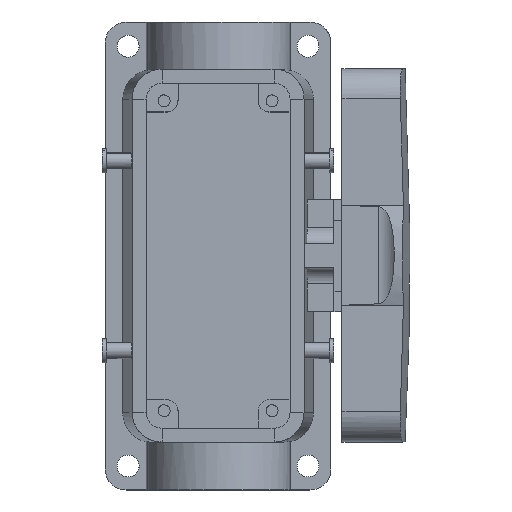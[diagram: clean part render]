
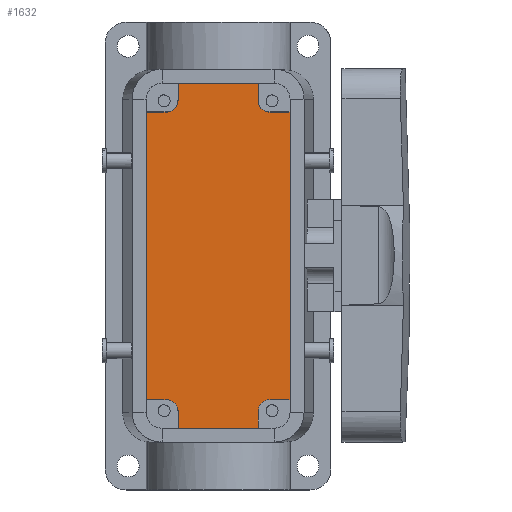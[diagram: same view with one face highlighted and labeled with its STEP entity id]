
A CAD part, top view. The second image highlights one B-rep face of the part: STEP entity #1632.
In plain terms, the highlighted planar face has unit normal (0, 0, 1).
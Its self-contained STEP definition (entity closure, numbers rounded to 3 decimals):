
#1480=AXIS2_PLACEMENT_3D('Plane Axis2P3D',#1477,#1478,#1479) ;
#337=CARTESIAN_POINT('Vertex',(39.,15.35,5.5)) ;
#340=CARTESIAN_POINT('Line Origine',(29.,15.35,5.5)) ;
#344=CARTESIAN_POINT('Vertex',(19.,15.35,5.5)) ;
#1458=CARTESIAN_POINT('Line Origine',(39.,17.425,5.5)) ;
#1462=CARTESIAN_POINT('Vertex',(39.,19.5,5.5)) ;
#1477=CARTESIAN_POINT('Axis2P3D Location',(29.,58.5,5.5)) ;
#1483=CARTESIAN_POINT('Control Point',(16.,22.5,5.5)) ;
#1484=CARTESIAN_POINT('Control Point',(16.339,22.5,5.5)) ;
#1485=CARTESIAN_POINT('Control Point',(16.679,22.452,5.5)) ;
#1486=CARTESIAN_POINT('Control Point',(17.009,22.356,5.5)) ;
#1487=CARTESIAN_POINT('Control Point',(17.634,22.073,5.5)) ;
#1488=CARTESIAN_POINT('Control Point',(18.155,21.628,5.5)) ;
#1489=CARTESIAN_POINT('Control Point',(18.383,21.37,5.5)) ;
#1490=CARTESIAN_POINT('Control Point',(18.717,20.861,5.5)) ;
#1491=CARTESIAN_POINT('Control Point',(18.913,20.287,5.5)) ;
#1492=CARTESIAN_POINT('Control Point',(18.971,20.027,5.5)) ;
#1493=CARTESIAN_POINT('Control Point',(19.,19.764,5.5)) ;
#1494=CARTESIAN_POINT('Control Point',(19.,19.5,5.5)) ;
#1495=CARTESIAN_POINT('Vertex',(19.,19.5,5.5)) ;
#1497=CARTESIAN_POINT('Vertex',(16.,22.5,5.5)) ;
#1500=CARTESIAN_POINT('Line Origine',(19.,17.425,5.5)) ;
#1506=CARTESIAN_POINT('Control Point',(39.,19.5,5.5)) ;
#1507=CARTESIAN_POINT('Control Point',(39.,19.839,5.5)) ;
#1508=CARTESIAN_POINT('Control Point',(39.048,20.179,5.5)) ;
#1509=CARTESIAN_POINT('Control Point',(39.144,20.509,5.5)) ;
#1510=CARTESIAN_POINT('Control Point',(39.427,21.134,5.5)) ;
#1511=CARTESIAN_POINT('Control Point',(39.872,21.655,5.5)) ;
#1512=CARTESIAN_POINT('Control Point',(40.13,21.883,5.5)) ;
#1513=CARTESIAN_POINT('Control Point',(40.639,22.217,5.5)) ;
#1514=CARTESIAN_POINT('Control Point',(41.213,22.413,5.5)) ;
#1515=CARTESIAN_POINT('Control Point',(41.473,22.471,5.5)) ;
#1516=CARTESIAN_POINT('Control Point',(41.736,22.5,5.5)) ;
#1517=CARTESIAN_POINT('Control Point',(42.,22.5,5.5)) ;
#1518=CARTESIAN_POINT('Vertex',(42.,22.5,5.5)) ;
#1521=CARTESIAN_POINT('Line Origine',(44.5,22.5,5.5)) ;
#1525=CARTESIAN_POINT('Vertex',(47.,22.5,5.5)) ;
#1528=CARTESIAN_POINT('Line Origine',(47.,58.5,5.5)) ;
#1532=CARTESIAN_POINT('Vertex',(47.,94.5,5.5)) ;
#1535=CARTESIAN_POINT('Line Origine',(44.5,94.5,5.5)) ;
#1539=CARTESIAN_POINT('Vertex',(42.,94.5,5.5)) ;
#1543=CARTESIAN_POINT('Control Point',(42.,94.5,5.5)) ;
#1544=CARTESIAN_POINT('Control Point',(41.661,94.5,5.5)) ;
#1545=CARTESIAN_POINT('Control Point',(41.321,94.548,5.5)) ;
#1546=CARTESIAN_POINT('Control Point',(40.991,94.644,5.5)) ;
#1547=CARTESIAN_POINT('Control Point',(40.366,94.927,5.5)) ;
#1548=CARTESIAN_POINT('Control Point',(39.845,95.372,5.5)) ;
#1549=CARTESIAN_POINT('Control Point',(39.617,95.63,5.5)) ;
#1550=CARTESIAN_POINT('Control Point',(39.283,96.139,5.5)) ;
#1551=CARTESIAN_POINT('Control Point',(39.087,96.713,5.5)) ;
#1552=CARTESIAN_POINT('Control Point',(39.029,96.973,5.5)) ;
#1553=CARTESIAN_POINT('Control Point',(39.,97.236,5.5)) ;
#1554=CARTESIAN_POINT('Control Point',(39.,97.5,5.5)) ;
#1555=CARTESIAN_POINT('Vertex',(39.,97.5,5.5)) ;
#1558=CARTESIAN_POINT('Line Origine',(39.,99.575,5.5)) ;
#1562=CARTESIAN_POINT('Vertex',(39.,101.65,5.5)) ;
#1565=CARTESIAN_POINT('Line Origine',(29.,101.65,5.5)) ;
#1569=CARTESIAN_POINT('Vertex',(19.,101.65,5.5)) ;
#1572=CARTESIAN_POINT('Line Origine',(19.,99.575,5.5)) ;
#1576=CARTESIAN_POINT('Vertex',(19.,97.5,5.5)) ;
#1580=CARTESIAN_POINT('Control Point',(19.,97.5,5.5)) ;
#1581=CARTESIAN_POINT('Control Point',(19.,97.161,5.5)) ;
#1582=CARTESIAN_POINT('Control Point',(18.952,96.821,5.5)) ;
#1583=CARTESIAN_POINT('Control Point',(18.856,96.491,5.5)) ;
#1584=CARTESIAN_POINT('Control Point',(18.573,95.866,5.5)) ;
#1585=CARTESIAN_POINT('Control Point',(18.128,95.345,5.5)) ;
#1586=CARTESIAN_POINT('Control Point',(17.87,95.117,5.5)) ;
#1587=CARTESIAN_POINT('Control Point',(17.361,94.783,5.5)) ;
#1588=CARTESIAN_POINT('Control Point',(16.787,94.587,5.5)) ;
#1589=CARTESIAN_POINT('Control Point',(16.527,94.529,5.5)) ;
#1590=CARTESIAN_POINT('Control Point',(16.264,94.5,5.5)) ;
#1591=CARTESIAN_POINT('Control Point',(16.,94.5,5.5)) ;
#1592=CARTESIAN_POINT('Vertex',(16.,94.5,5.5)) ;
#1595=CARTESIAN_POINT('Line Origine',(13.5,94.5,5.5)) ;
#1599=CARTESIAN_POINT('Vertex',(11.,94.5,5.5)) ;
#1602=CARTESIAN_POINT('Line Origine',(11.,58.5,5.5)) ;
#1606=CARTESIAN_POINT('Vertex',(11.,22.5,5.5)) ;
#1609=CARTESIAN_POINT('Line Origine',(13.5,22.5,5.5)) ;
#341=DIRECTION('Vector Direction',(1.,0.,0.)) ;
#1459=DIRECTION('Vector Direction',(0.,-1.,0.)) ;
#1478=DIRECTION('Axis2P3D Direction',(-0.,0.,1.)) ;
#1479=DIRECTION('Axis2P3D XDirection',(0.,-1.,0.)) ;
#1501=DIRECTION('Vector Direction',(0.,-1.,0.)) ;
#1522=DIRECTION('Vector Direction',(-1.,0.,0.)) ;
#1529=DIRECTION('Vector Direction',(0.,-1.,0.)) ;
#1536=DIRECTION('Vector Direction',(-1.,0.,0.)) ;
#1559=DIRECTION('Vector Direction',(0.,1.,0.)) ;
#1566=DIRECTION('Vector Direction',(-1.,0.,0.)) ;
#1573=DIRECTION('Vector Direction',(0.,1.,0.)) ;
#1596=DIRECTION('Vector Direction',(1.,0.,0.)) ;
#1603=DIRECTION('Vector Direction',(0.,1.,0.)) ;
#1610=DIRECTION('Vector Direction',(1.,0.,0.)) ;
#342=VECTOR('Line Direction',#341,1.) ;
#1460=VECTOR('Line Direction',#1459,1.) ;
#1502=VECTOR('Line Direction',#1501,1.) ;
#1523=VECTOR('Line Direction',#1522,1.) ;
#1530=VECTOR('Line Direction',#1529,1.) ;
#1537=VECTOR('Line Direction',#1536,1.) ;
#1560=VECTOR('Line Direction',#1559,1.) ;
#1567=VECTOR('Line Direction',#1566,1.) ;
#1574=VECTOR('Line Direction',#1573,1.) ;
#1597=VECTOR('Line Direction',#1596,1.) ;
#1604=VECTOR('Line Direction',#1603,1.) ;
#1611=VECTOR('Line Direction',#1610,1.) ;
#1615=ORIENTED_EDGE('',*,*,#1499,.F.) ;
#1616=ORIENTED_EDGE('',*,*,#1504,.T.) ;
#1617=ORIENTED_EDGE('',*,*,#346,.T.) ;
#1618=ORIENTED_EDGE('',*,*,#1464,.F.) ;
#1619=ORIENTED_EDGE('',*,*,#1520,.F.) ;
#1620=ORIENTED_EDGE('',*,*,#1527,.F.) ;
#1621=ORIENTED_EDGE('',*,*,#1534,.T.) ;
#1622=ORIENTED_EDGE('',*,*,#1541,.T.) ;
#1623=ORIENTED_EDGE('',*,*,#1557,.F.) ;
#1624=ORIENTED_EDGE('',*,*,#1564,.T.) ;
#1625=ORIENTED_EDGE('',*,*,#1571,.T.) ;
#1626=ORIENTED_EDGE('',*,*,#1578,.F.) ;
#1627=ORIENTED_EDGE('',*,*,#1594,.F.) ;
#1628=ORIENTED_EDGE('',*,*,#1601,.F.) ;
#1629=ORIENTED_EDGE('',*,*,#1608,.T.) ;
#1630=ORIENTED_EDGE('',*,*,#1613,.T.) ;
#1632=ADVANCED_FACE('Housing',(#1631),#1481,.T.) ;
#1482=B_SPLINE_CURVE_WITH_KNOTS('',5,(#1483,#1484,#1485,#1486,#1487,#1488,#1489,#1490,#1491,#1492,#1493,#1494),.UNSPECIFIED.,.F.,.U.,(6,3,3,6),(0.,2.4,4.8,6.664),.UNSPECIFIED.) ;
#1505=B_SPLINE_CURVE_WITH_KNOTS('',5,(#1506,#1507,#1508,#1509,#1510,#1511,#1512,#1513,#1514,#1515,#1516,#1517),.UNSPECIFIED.,.F.,.U.,(6,3,3,6),(0.,2.4,4.8,6.664),.UNSPECIFIED.) ;
#1542=B_SPLINE_CURVE_WITH_KNOTS('',5,(#1543,#1544,#1545,#1546,#1547,#1548,#1549,#1550,#1551,#1552,#1553,#1554),.UNSPECIFIED.,.F.,.U.,(6,3,3,6),(0.,2.4,4.8,6.664),.UNSPECIFIED.) ;
#1579=B_SPLINE_CURVE_WITH_KNOTS('',5,(#1580,#1581,#1582,#1583,#1584,#1585,#1586,#1587,#1588,#1589,#1590,#1591),.UNSPECIFIED.,.F.,.U.,(6,3,3,6),(0.,2.4,4.8,6.664),.UNSPECIFIED.) ;
#346=EDGE_CURVE('',#345,#338,#343,.T.) ;
#1464=EDGE_CURVE('',#1463,#338,#1461,.T.) ;
#1499=EDGE_CURVE('',#1496,#1498,#1482,.F.) ;
#1504=EDGE_CURVE('',#1496,#345,#1503,.T.) ;
#1520=EDGE_CURVE('',#1519,#1463,#1505,.F.) ;
#1527=EDGE_CURVE('',#1526,#1519,#1524,.T.) ;
#1534=EDGE_CURVE('',#1526,#1533,#1531,.F.) ;
#1541=EDGE_CURVE('',#1533,#1540,#1538,.T.) ;
#1557=EDGE_CURVE('',#1556,#1540,#1542,.F.) ;
#1564=EDGE_CURVE('',#1556,#1563,#1561,.T.) ;
#1571=EDGE_CURVE('',#1563,#1570,#1568,.T.) ;
#1578=EDGE_CURVE('',#1577,#1570,#1575,.T.) ;
#1594=EDGE_CURVE('',#1593,#1577,#1579,.F.) ;
#1601=EDGE_CURVE('',#1600,#1593,#1598,.T.) ;
#1608=EDGE_CURVE('',#1600,#1607,#1605,.F.) ;
#1613=EDGE_CURVE('',#1607,#1498,#1612,.T.) ;
#1614=EDGE_LOOP('',(#1615,#1616,#1617,#1618,#1619,#1620,#1621,#1622,#1623,#1624,#1625,#1626,#1627,#1628,#1629,#1630)) ;
#1631=FACE_OUTER_BOUND('',#1614,.T.) ;
#343=LINE('Line',#340,#342) ;
#1461=LINE('Line',#1458,#1460) ;
#1503=LINE('Line',#1500,#1502) ;
#1524=LINE('Line',#1521,#1523) ;
#1531=LINE('Line',#1528,#1530) ;
#1538=LINE('Line',#1535,#1537) ;
#1561=LINE('Line',#1558,#1560) ;
#1568=LINE('Line',#1565,#1567) ;
#1575=LINE('Line',#1572,#1574) ;
#1598=LINE('Line',#1595,#1597) ;
#1605=LINE('Line',#1602,#1604) ;
#1612=LINE('Line',#1609,#1611) ;
#1481=PLANE('',#1480) ;
#338=VERTEX_POINT('',#337) ;
#345=VERTEX_POINT('',#344) ;
#1463=VERTEX_POINT('',#1462) ;
#1496=VERTEX_POINT('',#1495) ;
#1498=VERTEX_POINT('',#1497) ;
#1519=VERTEX_POINT('',#1518) ;
#1526=VERTEX_POINT('',#1525) ;
#1533=VERTEX_POINT('',#1532) ;
#1540=VERTEX_POINT('',#1539) ;
#1556=VERTEX_POINT('',#1555) ;
#1563=VERTEX_POINT('',#1562) ;
#1570=VERTEX_POINT('',#1569) ;
#1577=VERTEX_POINT('',#1576) ;
#1593=VERTEX_POINT('',#1592) ;
#1600=VERTEX_POINT('',#1599) ;
#1607=VERTEX_POINT('',#1606) ;
